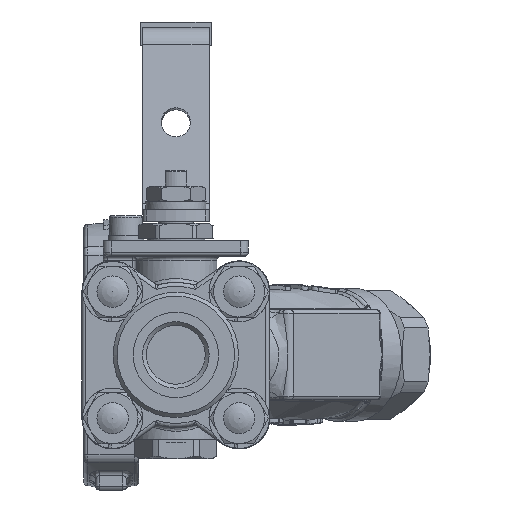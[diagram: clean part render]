
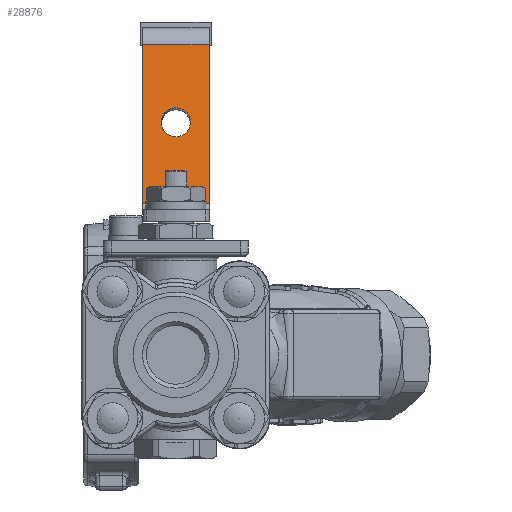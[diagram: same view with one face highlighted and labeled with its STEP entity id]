
A CAD part, left-side view. The second image highlights one B-rep face of the part: STEP entity #28876.
In plain terms, the highlighted planar face has unit normal (-0.985, 0, 0.174).
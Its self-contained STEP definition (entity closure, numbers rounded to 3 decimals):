
#2767=FACE_BOUND('',#6710,.T.);
#3343=PLANE('',#31888);
#4895=FACE_OUTER_BOUND('',#6709,.T.);
#6709=EDGE_LOOP('',(#25672,#25673,#25674,#25675));
#6710=EDGE_LOOP('',(#25676));
#8195=LINE('',#61457,#9600);
#8200=LINE('',#61474,#9605);
#8219=LINE('',#61530,#9624);
#8220=LINE('',#61531,#9625);
#9600=VECTOR('',#39005,10.);
#9605=VECTOR('',#39022,10.);
#9624=VECTOR('',#39081,10.);
#9625=VECTOR('',#39082,10.);
#10957=CIRCLE('',#31866,3.75);
#13542=VERTEX_POINT('',#61454);
#13543=VERTEX_POINT('',#61456);
#13546=VERTEX_POINT('',#61464);
#13549=VERTEX_POINT('',#61473);
#13566=VERTEX_POINT('',#61529);
#17617=EDGE_CURVE('',#13542,#13543,#8195,.T.);
#17622=EDGE_CURVE('',#13546,#13546,#10957,.T.);
#17626=EDGE_CURVE('',#13543,#13549,#8200,.T.);
#17654=EDGE_CURVE('',#13549,#13566,#8219,.T.);
#17655=EDGE_CURVE('',#13566,#13542,#8220,.T.);
#25672=ORIENTED_EDGE('',*,*,#17654,.F.);
#25673=ORIENTED_EDGE('',*,*,#17626,.F.);
#25674=ORIENTED_EDGE('',*,*,#17617,.F.);
#25675=ORIENTED_EDGE('',*,*,#17655,.F.);
#25676=ORIENTED_EDGE('',*,*,#17622,.T.);
#28876=ADVANCED_FACE('',(#4895,#2767),#3343,.T.);
#31866=AXIS2_PLACEMENT_3D('',#61466,#39014,#39015);
#31888=AXIS2_PLACEMENT_3D('',#61528,#39079,#39080);
#39005=DIRECTION('',(0.,-1.,0.));
#39014=DIRECTION('center_axis',(0.985,0.,
-0.174));
#39015=DIRECTION('ref_axis',(-0.174,0.,-0.985));
#39022=DIRECTION('',(-0.174,0.,-0.985));
#39079=DIRECTION('center_axis',(-0.985,0.,
0.174));
#39080=DIRECTION('ref_axis',(0.174,0.,0.985));
#39081=DIRECTION('',(0.,1.,0.));
#39082=DIRECTION('',(0.174,0.,0.985));
#61454=CARTESIAN_POINT('',(-44.433,27.333,77.851));
#61456=CARTESIAN_POINT('',(-44.433,10.333,77.851));
#61457=CARTESIAN_POINT('',(-44.433,18.833,77.851));
#61464=CARTESIAN_POINT('',(-47.303,18.833,61.576));
#61466=CARTESIAN_POINT('Origin',(-47.954,18.833,57.883));
#61473=CARTESIAN_POINT('',(-51.594,10.333,37.236));
#61474=CARTESIAN_POINT('',(-51.886,10.333,35.583));
#61528=CARTESIAN_POINT('Origin',(-51.886,18.833,35.583));
#61529=CARTESIAN_POINT('',(-51.594,27.333,37.236));
#61530=CARTESIAN_POINT('',(-51.594,18.833,37.236));
#61531=CARTESIAN_POINT('',(-51.886,27.333,35.583));
